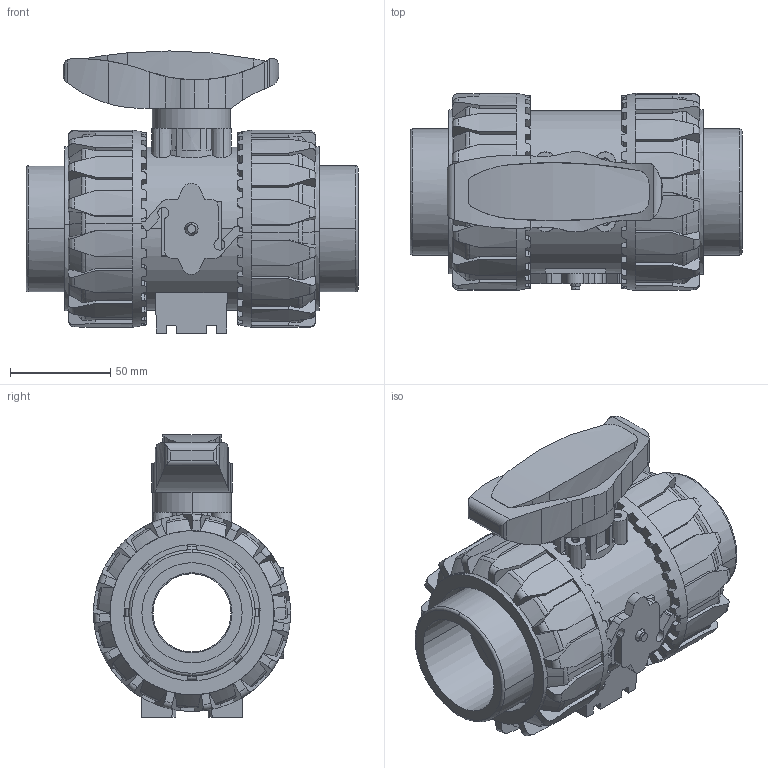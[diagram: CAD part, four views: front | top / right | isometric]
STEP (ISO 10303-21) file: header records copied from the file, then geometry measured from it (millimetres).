
FILE_DESCRIPTION(('STEP AP214'),'1');
FILE_NAME('vkdim050e.stp','2018-01-04T04:54:03',('TraceParts'),('TraceParts S.A.'),'Spatial InterOp 3D',' ',' ');
FILE_SCHEMA(('automotive_design'));
Length unit declared in the file: millimetre
Products named in the file (7): vkdim050e_1; vkdim050e_2; vkdim050e_3; vkdim050e_4; vkdim050e_5; vkdim050e_6; vkdim050e_7
Bounding box: 165.6 x 98.3 x 140.72 mm (x, y, z)
Volume: 792083.4 mm3; surface area: 170071.6 mm2
Topology: 7 solids, 7 shells, 1094 faces, 3094 edges, 2041 vertices
Faces by surface type: plane 689, cylinder 253, cone 84, torus 68
Entity records: 46354 total; most frequent: CARTESIAN_POINT 8600, DIRECTION 6253, ORIENTED_EDGE 6188, EDGE_CURVE 3094, AXIS2_PLACEMENT_3D 2455, VERTEX_POINT 2041, LINE 1343, VECTOR 1343
